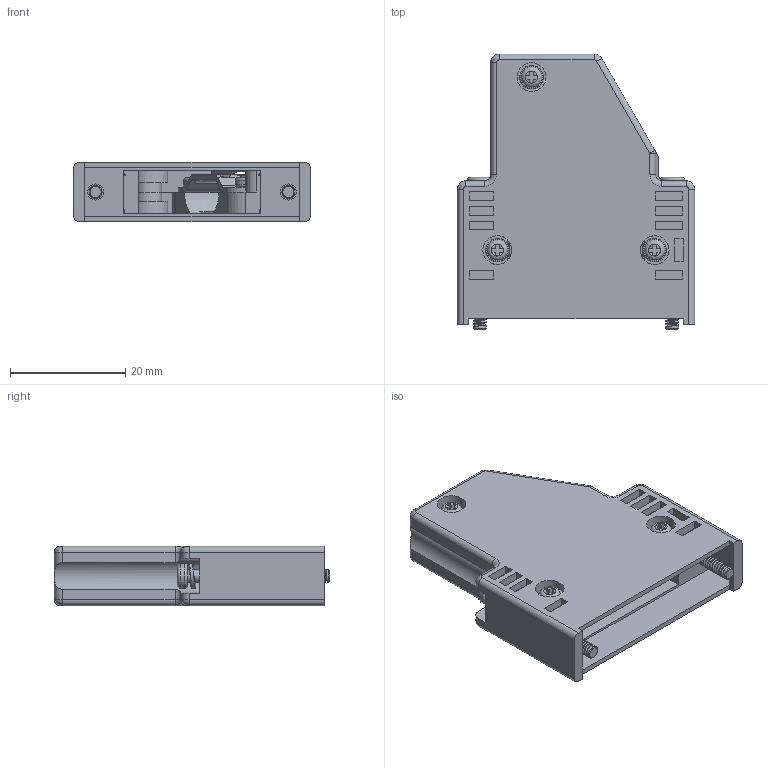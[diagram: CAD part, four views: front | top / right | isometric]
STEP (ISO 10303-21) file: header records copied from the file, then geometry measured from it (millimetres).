
FILE_DESCRIPTION( ('This file contains a STEP AP42 implementation' ,'as created by ZW3D STEP Interface translator.') ,'2;1' );
FILE_NAME( '6342-16FH00JBW01.stp' ,'231019.111412', (''), ('ZWCAD Software Co.'), 'Version 1.0', 'ZW3D to STEP translator', '' );
FILE_SCHEMA(('AUTOMOTIVE_DESIGN { 1 0 10303 214 1 1 1 1 }'));
Length unit declared in the file: millimetre
Products named in the file (2): 0; 6342-16FHSXJBWA01W
Bounding box: 41.25 x 47.9 x 10.3 mm (x, y, z)
Volume: 7131.5 mm3; surface area: 10943.2 mm2
Topology: 4 solids, 27 shells, 1016 faces, 2555 edges, 1628 vertices
Faces by surface type: plane 494, cylinder 283, bspline 204, cone 22, sphere 13
Full cylindrical faces by diameter (mm): 1.2 x4, 1.6 x6, 1.8 x2, 1.9 x47, 2.1 x4, 2.15 x3, 2.24 x54, 2.6 x4, 2.8 x4, 3 x2, 3.6 x3, 4.1 x3, 4.3 x2, 4.35 x2, 4.8 x2, 5 x2
Entity records: 46237 total; most frequent: CARTESIAN_POINT 23289, ORIENTED_EDGE 5088, DIRECTION 3798, EDGE_CURVE 2543, VERTEX_POINT 1628, VECTOR 1458, LINE 1458, AXIS2_PLACEMENT_3D 1170
